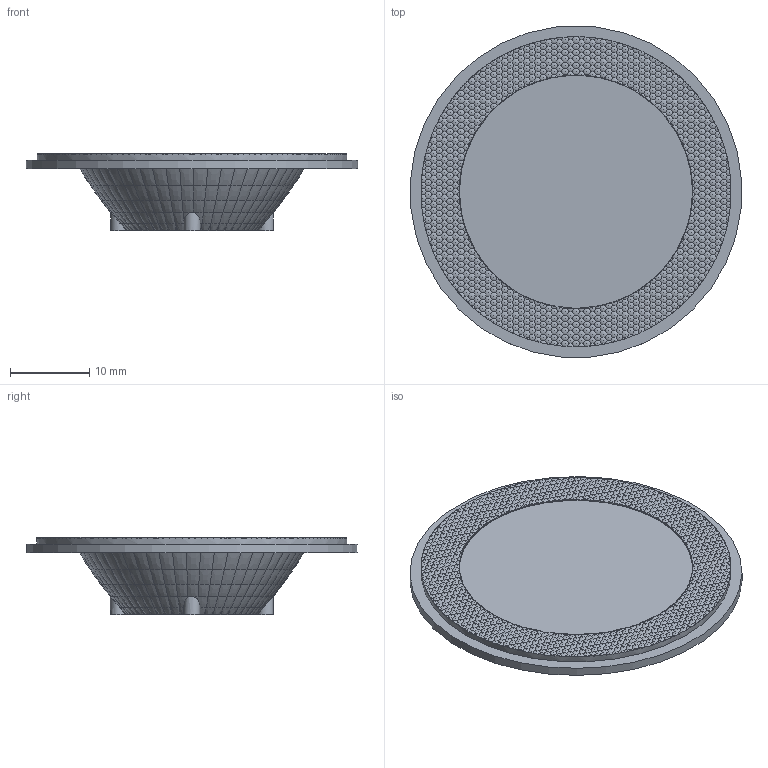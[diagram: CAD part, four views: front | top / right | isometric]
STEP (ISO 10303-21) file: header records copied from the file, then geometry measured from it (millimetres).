
FILE_DESCRIPTION(/* description */ (''),/* implementation_level */ '2;1');
FILE_NAME(/* name */ 'OS-0616-WF.stp',/* time_stamp */ '2021-09-02T10:06:43+08:00',/* author */ (''),/* organization */ (''),/* preprocessor_version */ 'ST-DEVELOPER v15',/* originating_system */ 'SIEMENS PLM Software NX 8.5',/* authorisation */ '');
FILE_SCHEMA (('AUTOMOTIVE_DESIGN { 1 0 10303 214 3 1 1 1 }'));
Products named in the file (1): Admi0FBCFF58sa22
Bounding box: 41.9 x 41.77 x 9.77 mm (x, y, z)
Volume: 4812.8 mm3; surface area: 4012 mm2
Topology: 1 solids, 1 shells, 1810 faces, 7804 edges, 4834 vertices
Faces by surface type: sphere 1355, bspline 386, plane 36, cylinder 21, extrusion 10, cone 2
Full cylindrical faces by diameter (mm): 29.5 x1, 39.2 x1, 39.3 x1
Entity records: 75341 total; most frequent: CARTESIAN_POINT 28295, DIRECTION 10514, ORIENTED_EDGE 10386, AXIS2_PLACEMENT_3D 5208, EDGE_CURVE 5193, CIRCLE 3793, VERTEX_POINT 3398, EDGE_LOOP 1823
